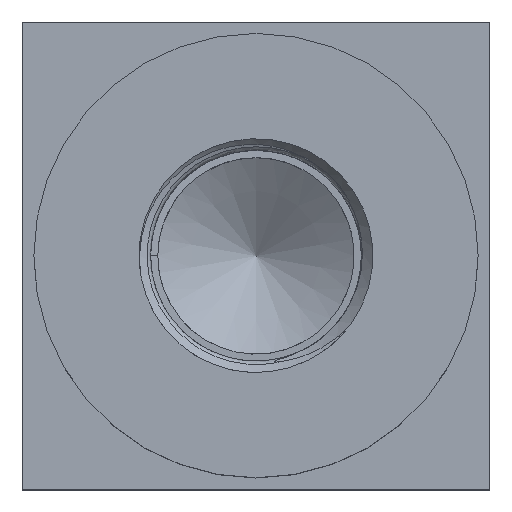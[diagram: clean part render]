
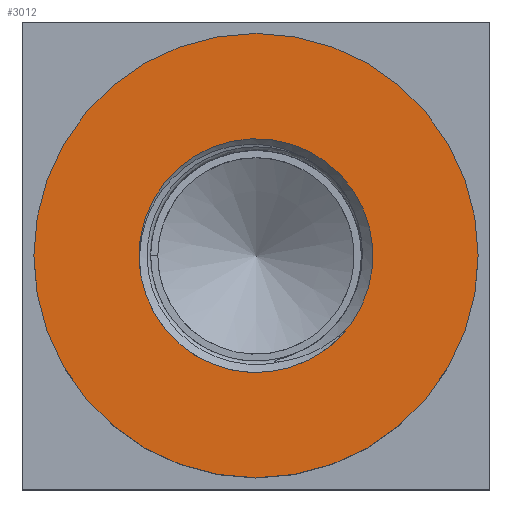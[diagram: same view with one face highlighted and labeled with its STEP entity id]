
A CAD part, top view. The second image highlights one B-rep face of the part: STEP entity #3012.
In plain terms, the highlighted planar face has unit normal (0, 0, 1).
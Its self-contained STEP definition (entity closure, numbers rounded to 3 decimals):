
#51=FACE_BOUND('',#442,.T.);
#54=PLANE('',#3214);
#232=FACE_OUTER_BOUND('',#441,.T.);
#441=EDGE_LOOP('',(#2273));
#442=EDGE_LOOP('',(#2274,#2275));
#619=CIRCLE('',#3203,2.5);
#620=CIRCLE('',#3209,2.5);
#622=CIRCLE('',#3213,4.75);
#1441=VERTEX_POINT('',#4168);
#1442=VERTEX_POINT('',#4173);
#1561=VERTEX_POINT('',#4781);
#1714=EDGE_CURVE('',#1442,#1441,#619,.T.);
#1730=EDGE_CURVE('',#1441,#1442,#620,.T.);
#1840=EDGE_CURVE('',#1561,#1561,#622,.T.);
#2273=ORIENTED_EDGE('',*,*,#1840,.F.);
#2274=ORIENTED_EDGE('',*,*,#1714,.T.);
#2275=ORIENTED_EDGE('',*,*,#1730,.T.);
#3012=ADVANCED_FACE('',(#232,#51),#54,.F.);
#3203=AXIS2_PLACEMENT_3D('',#4174,#3394,#3395);
#3209=AXIS2_PLACEMENT_3D('',#4510,#3411,#3412);
#3213=AXIS2_PLACEMENT_3D('',#4783,#3524,#3525);
#3214=AXIS2_PLACEMENT_3D('',#4784,#3526,#3527);
#3394=DIRECTION('center_axis',(0.,0.,-1.));
#3395=DIRECTION('ref_axis',(1.,0.,0.));
#3411=DIRECTION('center_axis',(0.,0.,-1.));
#3412=DIRECTION('ref_axis',(1.,0.,0.));
#3524=DIRECTION('center_axis',(0.,0.,-1.));
#3525=DIRECTION('ref_axis',(1.,0.,0.));
#3526=DIRECTION('center_axis',(0.,0.,-1.));
#3527=DIRECTION('ref_axis',(-1.,0.,0.));
#4168=CARTESIAN_POINT('',(-2.458,-0.456,7.));
#4173=CARTESIAN_POINT('',(2.037,-1.45,7.));
#4174=CARTESIAN_POINT('Origin',(0.,0.,7.));
#4510=CARTESIAN_POINT('Origin',(0.,0.,7.));
#4781=CARTESIAN_POINT('',(4.75,0.,7.));
#4783=CARTESIAN_POINT('Origin',(0.,0.,7.));
#4784=CARTESIAN_POINT('Origin',(0.,0.,7.));
